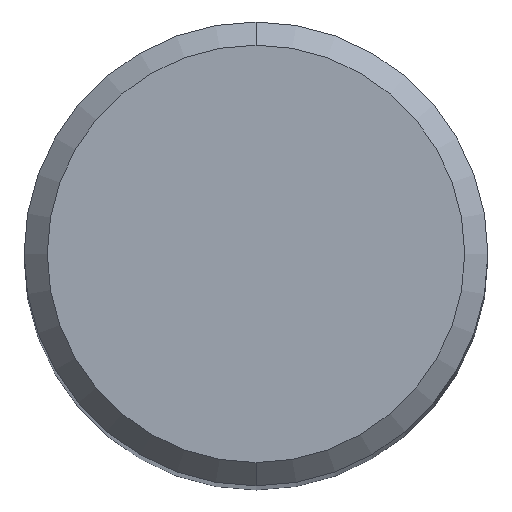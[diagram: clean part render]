
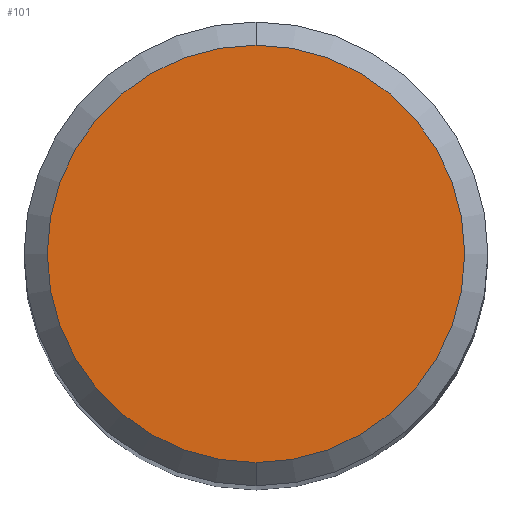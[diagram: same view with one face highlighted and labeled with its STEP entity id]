
A CAD part, top view. The second image highlights one B-rep face of the part: STEP entity #101.
In plain terms, the highlighted planar face has unit normal (0, 0, 1).
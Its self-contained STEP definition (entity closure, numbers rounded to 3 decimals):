
#23 = VERTEX_POINT ( 'NONE', #416 ) ;
#56 = DIRECTION ( 'NONE',  ( 0., 1., 0. ) ) ;
#66 = CARTESIAN_POINT ( 'NONE',  ( 0., 0., 72. ) ) ;
#88 = ORIENTED_EDGE ( 'NONE', *, *, #338, .F. ) ;
#97 = EDGE_CURVE ( 'NONE', #23, #200, #400, .T. ) ;
#101 = ADVANCED_FACE ( 'NONE', ( #156 ), #431, .F. ) ;
#121 = ORIENTED_EDGE ( 'NONE', *, *, #97, .F. ) ;
#142 = AXIS2_PLACEMENT_3D ( 'NONE', #66, #365, #182 ) ;
#156 = FACE_OUTER_BOUND ( 'NONE', #398, .T. ) ;
#182 = DIRECTION ( 'NONE',  ( 0., 1., 0. ) ) ;
#190 = AXIS2_PLACEMENT_3D ( 'NONE', #228, #441, #56 ) ;
#194 = CARTESIAN_POINT ( 'NONE',  ( 0., 0., 72. ) ) ;
#200 = VERTEX_POINT ( 'NONE', #251 ) ;
#228 = CARTESIAN_POINT ( 'NONE',  ( 0., 0., 72. ) ) ;
#251 = CARTESIAN_POINT ( 'NONE',  ( 0., -4.5, 72. ) ) ;
#309 = CIRCLE ( 'NONE', #142, 4.5 ) ;
#338 = EDGE_CURVE ( 'NONE', #200, #23, #309, .T. ) ;
#365 = DIRECTION ( 'NONE',  ( 0., 0., -1. ) ) ;
#368 = DIRECTION ( 'NONE',  ( 0., 1., 0. ) ) ;
#390 = AXIS2_PLACEMENT_3D ( 'NONE', #194, #407, #368 ) ;
#398 = EDGE_LOOP ( 'NONE', ( #121, #88 ) ) ;
#400 = CIRCLE ( 'NONE', #190, 4.5 ) ;
#407 = DIRECTION ( 'NONE',  ( 0., 0., -1. ) ) ;
#416 = CARTESIAN_POINT ( 'NONE',  ( 0., 4.5, 72. ) ) ;
#431 = PLANE ( 'NONE',  #390 ) ;
#441 = DIRECTION ( 'NONE',  ( 0., 0., -1. ) ) ;
